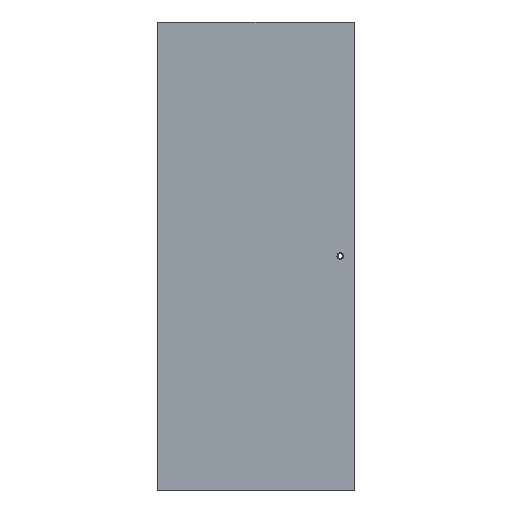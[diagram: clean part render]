
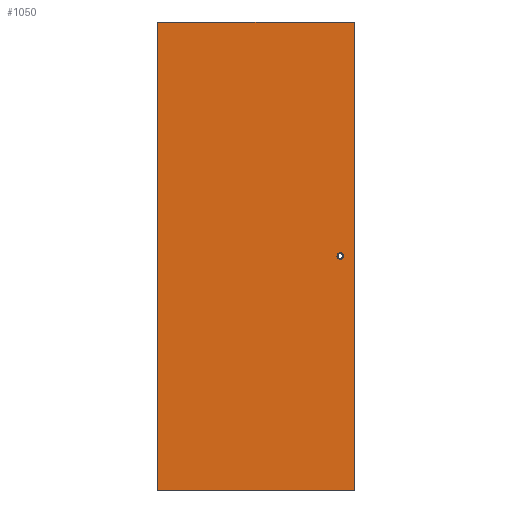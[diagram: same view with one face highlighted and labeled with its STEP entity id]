
A CAD part, left-side view. The second image highlights one B-rep face of the part: STEP entity #1050.
In plain terms, the highlighted planar face has unit normal (-1, 0, 0).
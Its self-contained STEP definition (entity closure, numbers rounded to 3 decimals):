
#18 = AXIS2_PLACEMENT_3D ( 'NONE', #137, #138, #139 ) ;
#40 = AXIS2_PLACEMENT_3D ( 'NONE', #376, #387, #388 ) ;
#91 = CARTESIAN_POINT ( 'NONE',  ( 0., 11.5, -249. ) ) ;
#128 = CARTESIAN_POINT ( 'NONE',  ( 0., 210., -499. ) ) ;
#131 = CARTESIAN_POINT ( 'NONE',  ( 0., 0., 1. ) ) ;
#137 = CARTESIAN_POINT ( 'NONE',  ( 0., 15., -249. ) ) ;
#138 = DIRECTION ( 'NONE',  ( -1., 0., 0. ) ) ;
#139 = DIRECTION ( 'NONE',  ( 0., -1., 0. ) ) ;
#140 = DIRECTION ( 'NONE',  ( 0., -1., 0. ) ) ;
#141 = CARTESIAN_POINT ( 'NONE',  ( 0., 210., 1. ) ) ;
#143 = DIRECTION ( 'NONE',  ( 0., 0., -1. ) ) ;
#144 = DIRECTION ( 'NONE',  ( 0., -1., 0. ) ) ;
#376 = CARTESIAN_POINT ( 'NONE',  ( 0., 210., 1. ) ) ;
#382 = PLANE ( 'NONE',  #40 ) ;
#387 = DIRECTION ( 'NONE',  ( 1., 0., 0. ) ) ;
#388 = DIRECTION ( 'NONE',  ( 0., 1., 0. ) ) ;
#404 = CARTESIAN_POINT ( 'NONE',  ( 0., 210., 1. ) ) ;
#407 = CARTESIAN_POINT ( 'NONE',  ( 0., 0., -499. ) ) ;
#462 = VERTEX_POINT ( 'NONE', #91 ) ;
#699 = EDGE_LOOP ( 'NONE', ( #818 ) ) ;
#701 = EDGE_LOOP ( 'NONE', ( #817, #815, #813, #812 ) ) ;
#812 = ORIENTED_EDGE ( 'NONE', *, *, #1483, .F. ) ;
#813 = ORIENTED_EDGE ( 'NONE', *, *, #1482, .F. ) ;
#815 = ORIENTED_EDGE ( 'NONE', *, *, #1481, .T. ) ;
#817 = ORIENTED_EDGE ( 'NONE', *, *, #1473, .T. ) ;
#818 = ORIENTED_EDGE ( 'NONE', *, *, #1480, .F. ) ;
#914 = LINE ( 'NONE', #1603, #916 ) ;
#916 = VECTOR ( 'NONE', #1615, 1000. ) ;
#920 = LINE ( 'NONE', #141, #934 ) ;
#926 = CIRCLE ( 'NONE', #18, 3.5 ) ;
#928 = LINE ( 'NONE', #131, #930 ) ;
#929 = LINE ( 'NONE', #128, #931 ) ;
#930 = VECTOR ( 'NONE', #143, 1000. ) ;
#931 = VECTOR ( 'NONE', #140, 1000. ) ;
#934 = VECTOR ( 'NONE', #144, 1000. ) ;
#997 = VERTEX_POINT ( 'NONE', #1206 ) ;
#998 = VERTEX_POINT ( 'NONE', #1207 ) ;
#1050 = ADVANCED_FACE ( 'NONE', ( #1415, #1420 ), #382, .F. ) ;
#1058 = VERTEX_POINT ( 'NONE', #407 ) ;
#1062 = VERTEX_POINT ( 'NONE', #404 ) ;
#1206 = CARTESIAN_POINT ( 'NONE',  ( 0., 210., -499. ) ) ;
#1207 = CARTESIAN_POINT ( 'NONE',  ( 0., 0., 1. ) ) ;
#1415 = FACE_BOUND ( 'NONE', #699, .T. ) ;
#1420 = FACE_OUTER_BOUND ( 'NONE', #701, .T. ) ;
#1473 = EDGE_CURVE ( 'NONE', #1062, #997, #914, .T. ) ;
#1480 = EDGE_CURVE ( 'NONE', #462, #462, #926, .T. ) ;
#1481 = EDGE_CURVE ( 'NONE', #997, #1058, #929, .T. ) ;
#1482 = EDGE_CURVE ( 'NONE', #998, #1058, #928, .T. ) ;
#1483 = EDGE_CURVE ( 'NONE', #1062, #998, #920, .T. ) ;
#1603 = CARTESIAN_POINT ( 'NONE',  ( 0., 210., 1. ) ) ;
#1615 = DIRECTION ( 'NONE',  ( 0., 0., -1. ) ) ;
